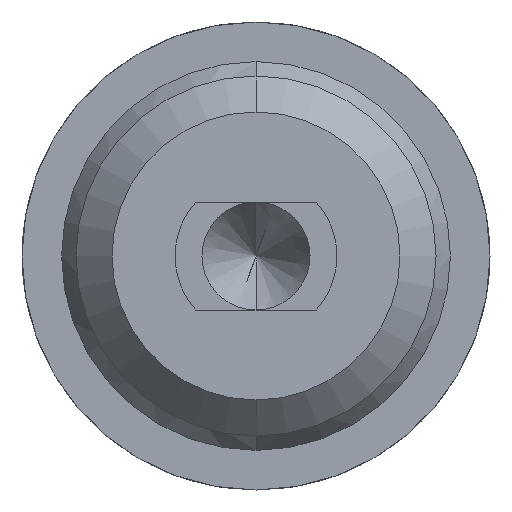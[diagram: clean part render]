
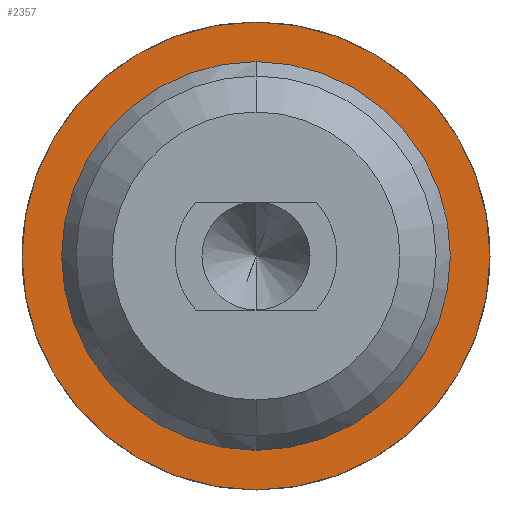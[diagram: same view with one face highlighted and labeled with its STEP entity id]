
A CAD part, front view. The second image highlights one B-rep face of the part: STEP entity #2357.
In plain terms, the highlighted planar face has unit normal (0, -1, 0).
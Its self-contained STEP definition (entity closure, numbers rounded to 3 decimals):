
#119 = CARTESIAN_POINT ( 'NONE',  ( 0., 27.9, 0. ) ) ;
#158 = PLANE ( 'NONE',  #2518 ) ;
#206 = DIRECTION ( 'NONE',  ( 0., -1., 0. ) ) ;
#259 = AXIS2_PLACEMENT_3D ( 'NONE', #1685, #1346, #1324 ) ;
#350 = ORIENTED_EDGE ( 'NONE', *, *, #1219, .T. ) ;
#451 = ORIENTED_EDGE ( 'NONE', *, *, #1822, .F. ) ;
#454 = EDGE_LOOP ( 'NONE', ( #1206, #350 ) ) ;
#814 = CIRCLE ( 'NONE', #259, 1.08 ) ;
#973 = DIRECTION ( 'NONE',  ( 0., -1., 0. ) ) ;
#992 = FACE_BOUND ( 'NONE', #3105, .T. ) ;
#1206 = ORIENTED_EDGE ( 'NONE', *, *, #1619, .T. ) ;
#1219 = EDGE_CURVE ( 'Defeature ausgef�hrt3_7+Defeature ausgef�hrt3_8+Defeature ausgef�hrt3_8+Defeature ausgef�hrt3_8', #4030, #2913, #3594, .T. ) ;
#1304 = CIRCLE ( 'NONE', #1327, 1.08 ) ;
#1324 = DIRECTION ( 'NONE',  ( 0., 0., -1. ) ) ;
#1327 = AXIS2_PLACEMENT_3D ( 'NONE', #3988, #206, #3956 ) ;
#1346 = DIRECTION ( 'NONE',  ( 0., -1., 0. ) ) ;
#1538 = AXIS2_PLACEMENT_3D ( 'NONE', #119, #3534, #2753 ) ;
#1619 = EDGE_CURVE ( 'Defeature ausgef�hrt3_7+Defeature ausgef�hrt3_8+Defeature ausgef�hrt3_8+Defeature ausgef�hrt3_8', #2913, #4030, #3062, .T. ) ;
#1685 = CARTESIAN_POINT ( 'NONE',  ( 0., 27.9, 0. ) ) ;
#1822 = EDGE_CURVE ( 'Defeature ausgef�hrt3_6+Defeature ausgef�hrt3_7+Defeature ausgef�hrt3_7+Defeature ausgef�hrt3_7', #3200, #4315, #814, .T. ) ;
#1991 = FACE_OUTER_BOUND ( 'NONE', #454, .T. ) ;
#2082 = CARTESIAN_POINT ( 'NONE',  ( 1.08, 27.9, 0. ) ) ;
#2311 = CARTESIAN_POINT ( 'NONE',  ( 0., 27.9, 1.3 ) ) ;
#2357 = ADVANCED_FACE ( 'Defeature ausgef�hrt3_7', ( #1991, #992 ), #158, .T. ) ;
#2518 = AXIS2_PLACEMENT_3D ( 'NONE', #2082, #973, #4317 ) ;
#2753 = DIRECTION ( 'NONE',  ( 0., 0., -1. ) ) ;
#2913 = VERTEX_POINT ( 'NONE', #3719 ) ;
#3025 = DIRECTION ( 'NONE',  ( 0., -1., 0. ) ) ;
#3062 = CIRCLE ( 'NONE', #4417, 1.3 ) ;
#3105 = EDGE_LOOP ( 'NONE', ( #451, #3607 ) ) ;
#3200 = VERTEX_POINT ( 'NONE', #3392 ) ;
#3392 = CARTESIAN_POINT ( 'NONE',  ( 0., 27.9, -1.08 ) ) ;
#3423 = CARTESIAN_POINT ( 'NONE',  ( 0., 27.9, 0. ) ) ;
#3534 = DIRECTION ( 'NONE',  ( 0., -1., 0. ) ) ;
#3594 = CIRCLE ( 'NONE', #1538, 1.3 ) ;
#3607 = ORIENTED_EDGE ( 'NONE', *, *, #4719, .F. ) ;
#3719 = CARTESIAN_POINT ( 'NONE',  ( 0., 27.9, -1.3 ) ) ;
#3840 = DIRECTION ( 'NONE',  ( 0., 0., -1. ) ) ;
#3956 = DIRECTION ( 'NONE',  ( 0., 0., -1. ) ) ;
#3988 = CARTESIAN_POINT ( 'NONE',  ( 0., 27.9, 0. ) ) ;
#4030 = VERTEX_POINT ( 'NONE', #2311 ) ;
#4074 = CARTESIAN_POINT ( 'NONE',  ( 0., 27.9, 1.08 ) ) ;
#4315 = VERTEX_POINT ( 'NONE', #4074 ) ;
#4317 = DIRECTION ( 'NONE',  ( 0., 0., -1. ) ) ;
#4417 = AXIS2_PLACEMENT_3D ( 'NONE', #3423, #3025, #3840 ) ;
#4719 = EDGE_CURVE ( 'Defeature ausgef�hrt3_6+Defeature ausgef�hrt3_7+Defeature ausgef�hrt3_7+Defeature ausgef�hrt3_7', #4315, #3200, #1304, .T. ) ;
